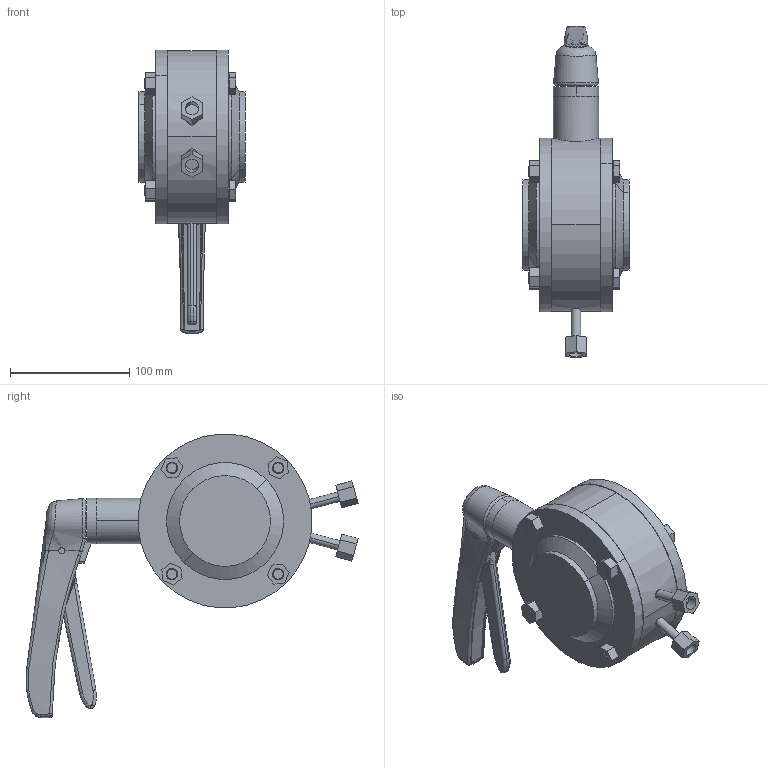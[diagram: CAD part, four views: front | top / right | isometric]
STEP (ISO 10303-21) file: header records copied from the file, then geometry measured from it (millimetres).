
FILE_DESCRIPTION (( 'STEP AP214' ), '1' );
FILE_NAME ('4367076xxx-xxx.STEP', '2014-03-10T07:47:28', ( 'install' ), ( 'Microsoft' ), 'SwSTEP 2.0', 'SolidWorks 2013', '' );
FILE_SCHEMA (( 'AUTOMOTIVE_DESIGN' ));
Length unit declared in the file: millimetre
Products named in the file (3): Group1^Leckage-Scheibenventil-+-4367076130-041DEF_-; Group2^Leckage-Scheibenventil-+-4367076130-041DEF_-; 4367076xxx-xxx
Assembly tree (2 placements, depth 2):
  4367076xxx-xxx
    Group1^Leckage-Scheibenventil-+-4367076130-041DEF_-
    Group2^Leckage-Scheibenventil-+-4367076130-041DEF_-
Bounding box: 89 x 278.48 x 237.71 mm (x, y, z)
Volume: 1358188.4 mm3; surface area: 105074.3 mm2
Topology: 2 solids, 2 shells, 346 faces, 848 edges, 529 vertices
Faces by surface type: plane 160, cylinder 80, bspline 73, torus 21, cone 12
Entity records: 17139 total; most frequent: CARTESIAN_POINT 8481, ORIENTED_EDGE 1680, DIRECTION 1368, EDGE_CURVE 840, VERTEX_POINT 529, AXIS2_PLACEMENT_3D 495, VECTOR 378, LINE 378
